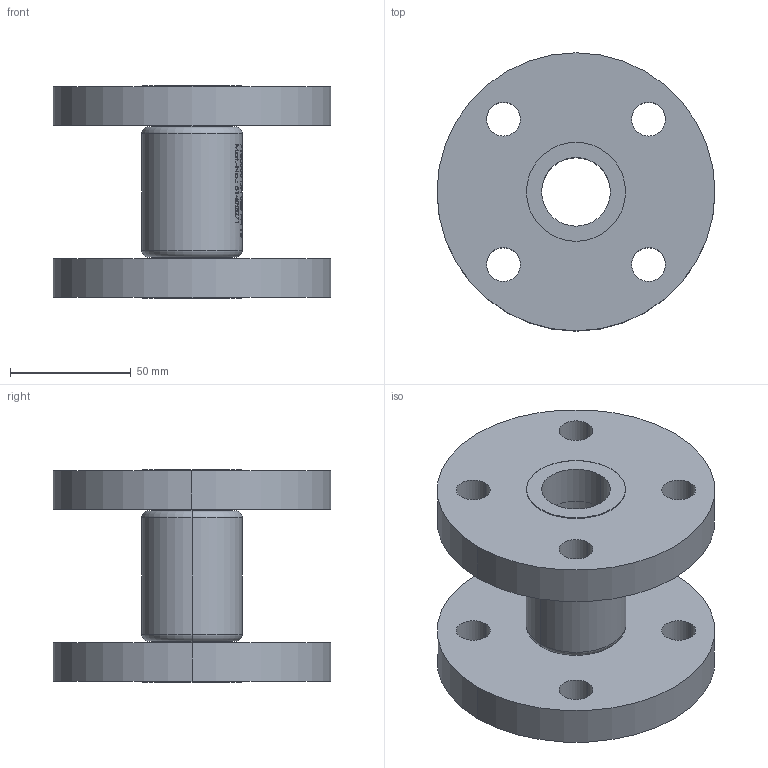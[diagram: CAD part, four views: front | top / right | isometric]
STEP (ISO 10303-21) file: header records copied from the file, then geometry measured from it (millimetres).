
FILE_DESCRIPTION (( 'STEP AP214' ), '1' );
FILE_NAME ('7150000_DN025_PN16_51522071.STEP', '2022-02-02T06:56:39', ( 'axxx' ), ( 'Hewlett-Packard Company' ), 'SwSTEP 2.0', 'SolidWorks 2019', '' );
FILE_SCHEMA (( 'AUTOMOTIVE_DESIGN' ));
Length unit declared in the file: millimetre
Products named in the file (1): 7150000_DN025_PN16_51522071
Bounding box: 115 x 115 x 88 mm (x, y, z)
Volume: 331168.2 mm3; surface area: 71261.9 mm2
Topology: 1 solids, 1 shells, 518 faces, 1346 edges, 896 vertices
Faces by surface type: plane 257, bspline 207, cylinder 46, torus 8
Entity records: 27300 total; most frequent: CARTESIAN_POINT 15953, ORIENTED_EDGE 2692, DIRECTION 1645, EDGE_CURVE 1346, VERTEX_POINT 896, VECTOR 743, LINE 743, EDGE_LOOP 602
